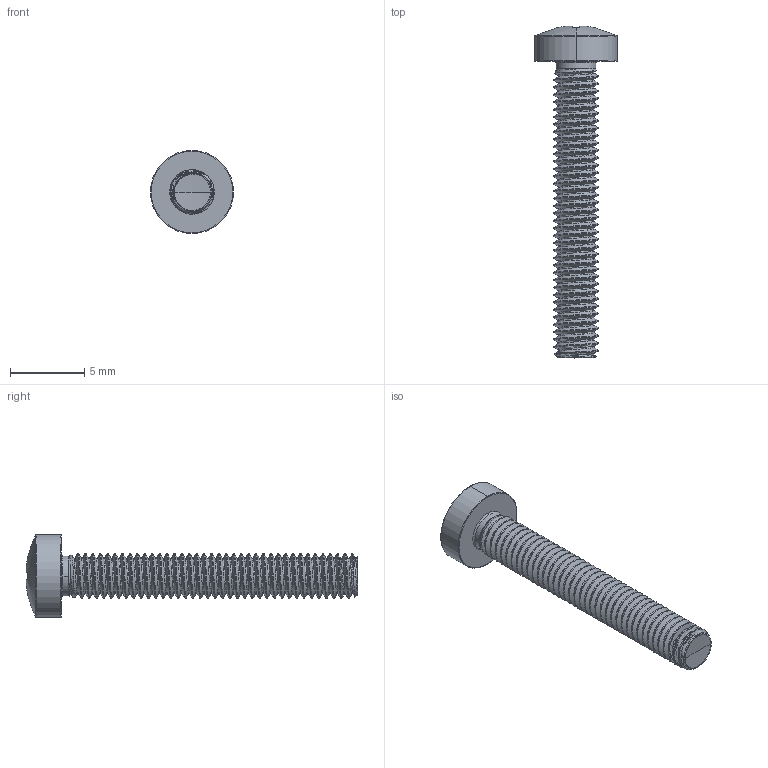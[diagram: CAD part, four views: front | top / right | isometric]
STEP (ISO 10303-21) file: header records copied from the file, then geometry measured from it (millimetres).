
FILE_DESCRIPTION (( 'STEP AP203' ), '1' );
FILE_NAME ('STM320300200.STEP', '2020-12-24T14:46:39', ( '' ), ( '' ), 'SwSTEP 2.0', 'SolidWorks 2015', '' );
FILE_SCHEMA (( 'CONFIG_CONTROL_DESIGN' ));
Products named in the file (2): STM320300200
Bounding box: 5.6 x 22.38 x 5.6 mm (x, y, z)
Volume: 162.2 mm3; surface area: 368.3 mm2
Topology: 1 solids, 1 shells, 239 faces, 591 edges, 353 vertices
Faces by surface type: cylinder 100, bspline 46, torus 33, sphere 28, plane 22, cone 10
Entity records: 34681 total; most frequent: CARTESIAN_POINT 29625, ORIENTED_EDGE 1178, DIRECTION 911, EDGE_CURVE 589, AXIS2_PLACEMENT_3D 392, VERTEX_POINT 353, EDGE_LOOP 240, FACE_OUTER_BOUND 239
